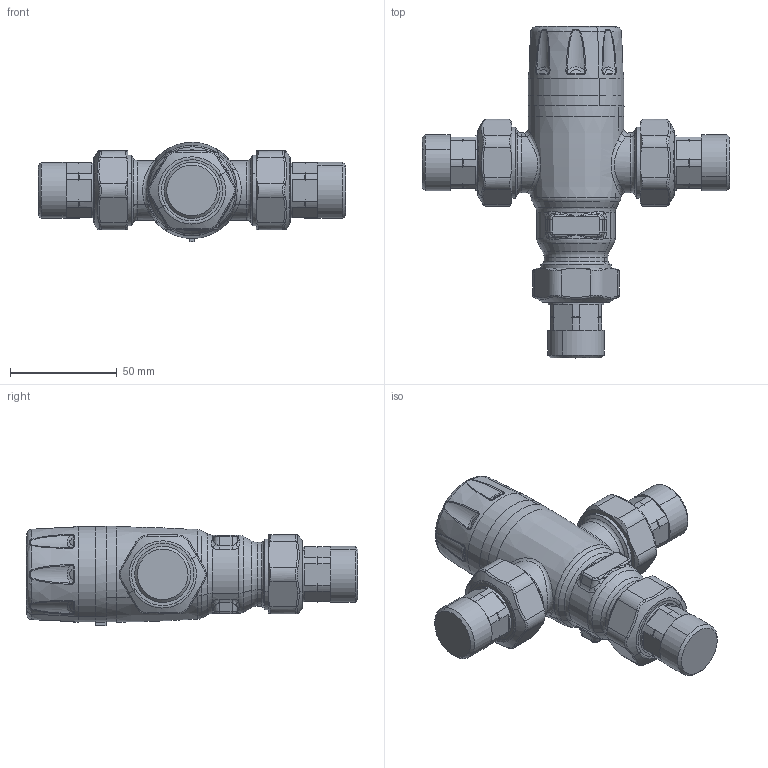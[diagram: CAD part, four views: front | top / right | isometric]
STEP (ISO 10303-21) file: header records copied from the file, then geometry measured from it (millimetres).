
FILE_DESCRIPTION(('CATIA V5 STEP Exchange'),'2;1');
FILE_NAME('STEP_521503_-_TST.stp','2018-04-04T07:09:41+00:00',('none'),('none'),'CATIA Version 5-6 Release 2016 SP4','CATIA V5 STEP AP203','none');
FILE_SCHEMA(('CONFIG_CONTROL_DESIGN'));
Length unit declared in the file: millimetre
Products named in the file (1): 521503
Bounding box: 144 x 155.6 x 46.5 mm (x, y, z)
Volume: 263638.3 mm3; surface area: 33496.9 mm2
Topology: 1 solids, 1 shells, 474 faces, 1158 edges, 685 vertices
Faces by surface type: bspline 142, cylinder 98, cone 98, plane 84, torus 44, revolution 6, sphere 2
Entity records: 24493 total; most frequent: CARTESIAN_POINT 15600, ORIENTED_EDGE 2296, EDGE_CURVE 1148, DIRECTION 987, VERTEX_POINT 685, B_SPLINE_CURVE_WITH_KNOTS 567, AXIS2_PLACEMENT_3D 531, EDGE_LOOP 483
